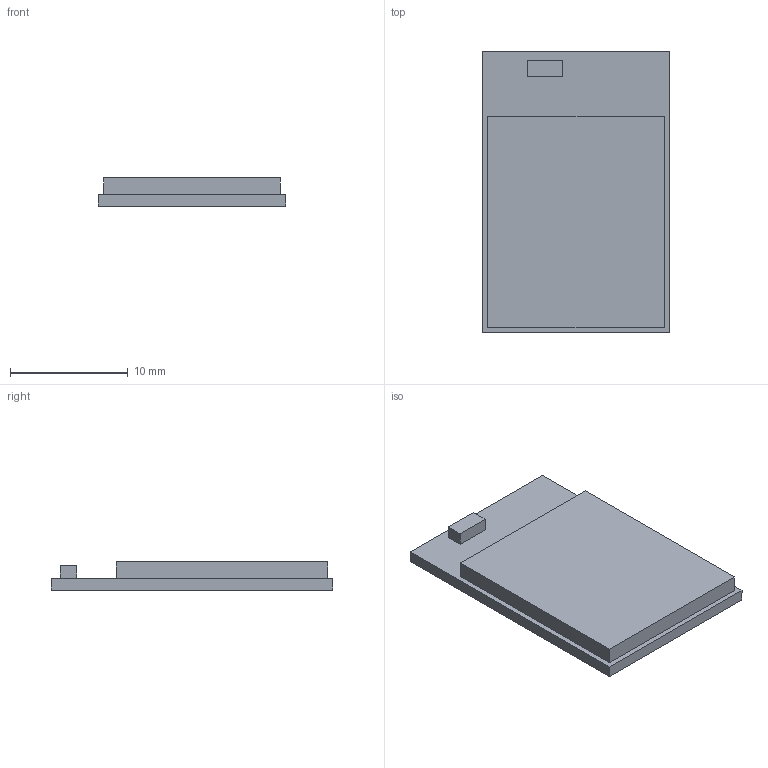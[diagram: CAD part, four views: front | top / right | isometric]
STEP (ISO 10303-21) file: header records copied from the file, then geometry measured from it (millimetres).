
FILE_DESCRIPTION (( 'STEP AP214' ), '1' );
FILE_NAME ('User Library-Bluetooth Module WT32i.STEP', '2019-11-20T13:27:19', ( '' ), ( '' ), 'SwSTEP 2.0', 'SolidWorks 2019', '' );
FILE_SCHEMA (( 'AUTOMOTIVE_DESIGN' ));
Length unit declared in the file: millimetre
Products named in the file (4): 1; User Library-Bluetooth Module WT32i; 3; 2
Assembly tree (3 placements, depth 2):
  User Library-Bluetooth Module WT32i
    1
    2
    3
Bounding box: 15.9 x 23.9 x 2.4 mm (x, y, z)
Volume: 760.5 mm3; surface area: 1486.8 mm2
Topology: 3 solids, 3 shells, 18 faces, 36 edges, 24 vertices
Faces by surface type: plane 18
Entity records: 812 total; most frequent: DIRECTION 84, CARTESIAN_POINT 84, ORIENTED_EDGE 72, LINE 36, EDGE_CURVE 36, VECTOR 36, UNCERTAINTY_MEASURE_WITH_UNIT 28, FILL_AREA_STYLE_COLOUR 24
